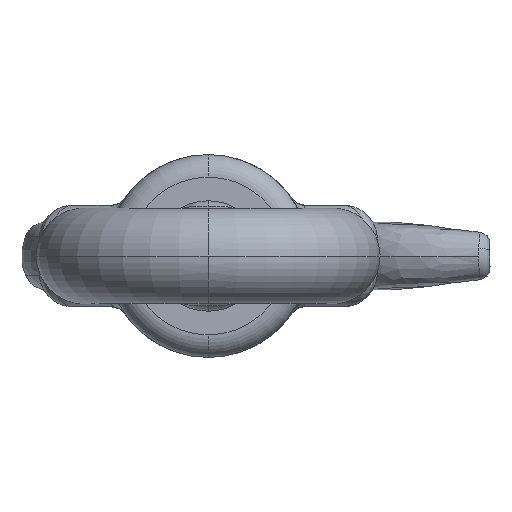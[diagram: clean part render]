
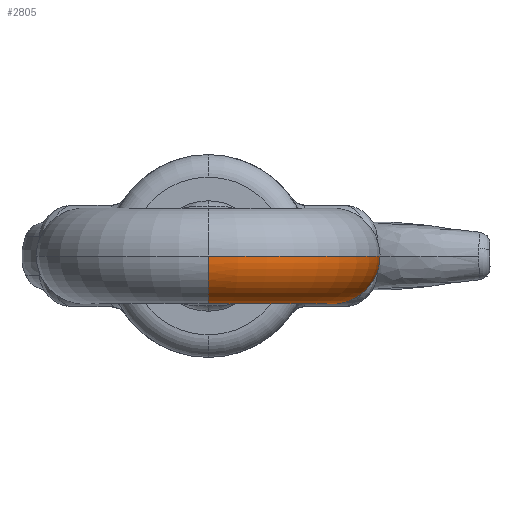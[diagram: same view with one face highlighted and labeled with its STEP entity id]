
A CAD part, left-side view. The second image highlights one B-rep face of the part: STEP entity #2805.
In plain terms, the highlighted toroidal (fillet/blend) face has major radius 11 mm and minor radius 4.25 mm.
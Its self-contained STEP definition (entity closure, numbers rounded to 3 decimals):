
#220 = CARTESIAN_POINT ( 'NONE',  ( -81.566, -4.517, -2.833 ) ) ;
#360 = DIRECTION ( 'NONE',  ( 0., 0., -1. ) ) ;
#369 = B_SPLINE_CURVE_WITH_KNOTS ( 'NONE', 3,
 ( #2233, #6498, #7198, #3605, #7926, #3626, #3648, #4352, #2263, #7245, #2975, #5267, #5978, #2354 ),
 .UNSPECIFIED., .F., .F.,
 ( 4, 2, 2, 2, 2, 2, 4 ),
 ( 0.004, 0.005, 0.006, 0.006, 0.007, 0.007, 0.008 ),
 .UNSPECIFIED. ) ;
#390 = DIRECTION ( 'NONE',  ( -1., 0., 0. ) ) ;
#396 = CARTESIAN_POINT ( 'NONE',  ( -80.791, -5.537, 0. ) ) ;
#490 = CARTESIAN_POINT ( 'NONE',  ( -110.25, 0., 0. ) ) ;
#726 = CARTESIAN_POINT ( 'NONE',  ( -81.105, -5.107, -1.905 ) ) ;
#828 = ORIENTED_EDGE ( 'NONE', *, *, #3094, .T. ) ;
#966 = AXIS2_PLACEMENT_3D ( 'NONE', #3932, #7490, #390 ) ;
#1162 = TOROIDAL_SURFACE ( 'NONE', #5599, 11., 4.25 ) ;
#1799 = CARTESIAN_POINT ( 'NONE',  ( -80.801, -5.523, -0.403 ) ) ;
#1864 = EDGE_CURVE ( 'NONE', #3588, #6135, #7838, .T. ) ;
#2001 = CARTESIAN_POINT ( 'NONE',  ( -95., 0., 0. ) ) ;
#2185 = DIRECTION ( 'NONE',  ( 0., 0., -1. ) ) ;
#2233 = CARTESIAN_POINT ( 'NONE',  ( -84.155, 0., -4.247 ) ) ;
#2263 = CARTESIAN_POINT ( 'NONE',  ( -83.507, -2.286, -4.191 ) ) ;
#2306 = EDGE_LOOP ( 'NONE', ( #828, #3189, #4767, #6844, #5466, #6197 ) ) ;
#2354 = CARTESIAN_POINT ( 'NONE',  ( -82.46, -3.551, -3.732 ) ) ;
#2387 = VERTEX_POINT ( 'NONE', #5614 ) ;
#2408 = CARTESIAN_POINT ( 'NONE',  ( -80.868, -5.428, -0.988 ) ) ;
#2432 = CARTESIAN_POINT ( 'NONE',  ( -88.25, 0., 0. ) ) ;
#2669 = VERTEX_POINT ( 'NONE', #4632 ) ;
#2724 = DIRECTION ( 'NONE',  ( 0., 0., -1. ) ) ;
#2805 = ADVANCED_FACE ( 'NONE', ( #7263 ), #1162, .T. ) ;
#2975 = CARTESIAN_POINT ( 'NONE',  ( -83.222, -2.711, -4.111 ) ) ;
#3094 = EDGE_CURVE ( 'NONE', #2669, #8575, #9076, .T. ) ;
#3169 = CARTESIAN_POINT ( 'NONE',  ( -82.46, -3.551, -3.732 ) ) ;
#3189 = ORIENTED_EDGE ( 'NONE', *, *, #8196, .T. ) ;
#3588 = VERTEX_POINT ( 'NONE', #2432 ) ;
#3605 = CARTESIAN_POINT ( 'NONE',  ( -83.989, -1.191, -4.25 ) ) ;
#3626 = CARTESIAN_POINT ( 'NONE',  ( -83.816, -1.679, -4.24 ) ) ;
#3639 = AXIS2_PLACEMENT_3D ( 'NONE', #5950, #360, #6003 ) ;
#3648 = CARTESIAN_POINT ( 'NONE',  ( -83.747, -1.835, -4.232 ) ) ;
#3675 = CIRCLE ( 'NONE', #966, 4.25 ) ;
#3932 = CARTESIAN_POINT ( 'NONE',  ( -84., 0., 0. ) ) ;
#3938 = CARTESIAN_POINT ( 'NONE',  ( -80.791, -5.537, -0.201 ) ) ;
#3971 = CARTESIAN_POINT ( 'NONE',  ( -80.791, -5.537, 0. ) ) ;
#4280 = CARTESIAN_POINT ( 'NONE',  ( -95., 0., 0. ) ) ;
#4352 = CARTESIAN_POINT ( 'NONE',  ( -83.593, -2.138, -4.208 ) ) ;
#4568 = CARTESIAN_POINT ( 'NONE',  ( -101.75, 0., 0. ) ) ;
#4632 = CARTESIAN_POINT ( 'NONE',  ( -82.46, -3.551, -3.732 ) ) ;
#4663 = CIRCLE ( 'NONE', #3639, 15.25 ) ;
#4767 = ORIENTED_EDGE ( 'NONE', *, *, #8423, .T. ) ;
#5010 = CIRCLE ( 'NONE', #8297, 4.25 ) ;
#5181 = CARTESIAN_POINT ( 'NONE',  ( -80.945, -5.323, -1.365 ) ) ;
#5267 = CARTESIAN_POINT ( 'NONE',  ( -82.912, -3.104, -3.994 ) ) ;
#5304 = CARTESIAN_POINT ( 'NONE',  ( -80.992, -5.258, -1.551 ) ) ;
#5353 = EDGE_CURVE ( 'NONE', #2387, #3588, #3675, .T. ) ;
#5457 = VERTEX_POINT ( 'NONE', #490 ) ;
#5466 = ORIENTED_EDGE ( 'NONE', *, *, #5353, .F. ) ;
#5599 = AXIS2_PLACEMENT_3D ( 'NONE', #2001, #2724, #7002 ) ;
#5614 = CARTESIAN_POINT ( 'NONE',  ( -84.155, 0., -4.247 ) ) ;
#5794 = CARTESIAN_POINT ( 'NONE',  ( -106., 0., 0. ) ) ;
#5950 = CARTESIAN_POINT ( 'NONE',  ( -95., 0., 0. ) ) ;
#5978 = CARTESIAN_POINT ( 'NONE',  ( -82.69, -3.339, -3.884 ) ) ;
#5999 = CARTESIAN_POINT ( 'NONE',  ( -81.661, -4.401, -2.969 ) ) ;
#6003 = DIRECTION ( 'NONE',  ( -1., 0., 0. ) ) ;
#6135 = VERTEX_POINT ( 'NONE', #4568 ) ;
#6197 = ORIENTED_EDGE ( 'NONE', *, *, #8195, .T. ) ;
#6354 = DIRECTION ( 'NONE',  ( -1., 0., 0. ) ) ;
#6498 = CARTESIAN_POINT ( 'NONE',  ( -84.155, -0.345, -4.247 ) ) ;
#6605 = CARTESIAN_POINT ( 'NONE',  ( -81.966, -4.047, -3.345 ) ) ;
#6648 = CARTESIAN_POINT ( 'NONE',  ( -81.391, -4.734, -2.545 ) ) ;
#6844 = ORIENTED_EDGE ( 'NONE', *, *, #1864, .F. ) ;
#7002 = DIRECTION ( 'NONE',  ( -1., 0., 0. ) ) ;
#7198 = CARTESIAN_POINT ( 'NONE',  ( -84.113, -0.689, -4.25 ) ) ;
#7239 = DIRECTION ( 'NONE',  ( 0., -1., 0. ) ) ;
#7245 = CARTESIAN_POINT ( 'NONE',  ( -83.322, -2.572, -4.143 ) ) ;
#7263 = FACE_OUTER_BOUND ( 'NONE', #2306, .T. ) ;
#7490 = DIRECTION ( 'NONE',  ( 0., 1., 0. ) ) ;
#7598 = CARTESIAN_POINT ( 'NONE',  ( -81.169, -5.022, -2.073 ) ) ;
#7838 = CIRCLE ( 'NONE', #8605, 6.75 ) ;
#7926 = CARTESIAN_POINT ( 'NONE',  ( -83.937, -1.357, -4.248 ) ) ;
#8141 = CARTESIAN_POINT ( 'NONE',  ( -82.194, -3.797, -3.556 ) ) ;
#8195 = EDGE_CURVE ( 'NONE', #2387, #2669, #369, .T. ) ;
#8196 = EDGE_CURVE ( 'NONE', #8575, #5457, #4663, .T. ) ;
#8297 = AXIS2_PLACEMENT_3D ( 'NONE', #5794, #7239, #8603 ) ;
#8423 = EDGE_CURVE ( 'NONE', #5457, #6135, #5010, .T. ) ;
#8517 = CARTESIAN_POINT ( 'NONE',  ( -81.312, -4.835, -2.393 ) ) ;
#8575 = VERTEX_POINT ( 'NONE', #396 ) ;
#8603 = DIRECTION ( 'NONE',  ( 0., 0., -1. ) ) ;
#8605 = AXIS2_PLACEMENT_3D ( 'NONE', #4280, #2185, #6354 ) ;
#9076 = B_SPLINE_CURVE_WITH_KNOTS ( 'NONE', 3,
 ( #3169, #8141, #6605, #5999, #220, #6648, #8517, #7598, #726, #5304, #5181, #2408, #9177, #1799, #3938, #3971 ),
 .UNSPECIFIED., .F., .F.,
 ( 4, 2, 2, 2, 2, 2, 2, 4 ),
 ( 0., 0.001, 0.002, 0.002, 0.003, 0.004, 0.004, 0.005 ),
 .UNSPECIFIED. ) ;
#9177 = CARTESIAN_POINT ( 'NONE',  ( -80.84, -5.468, -0.796 ) ) ;
